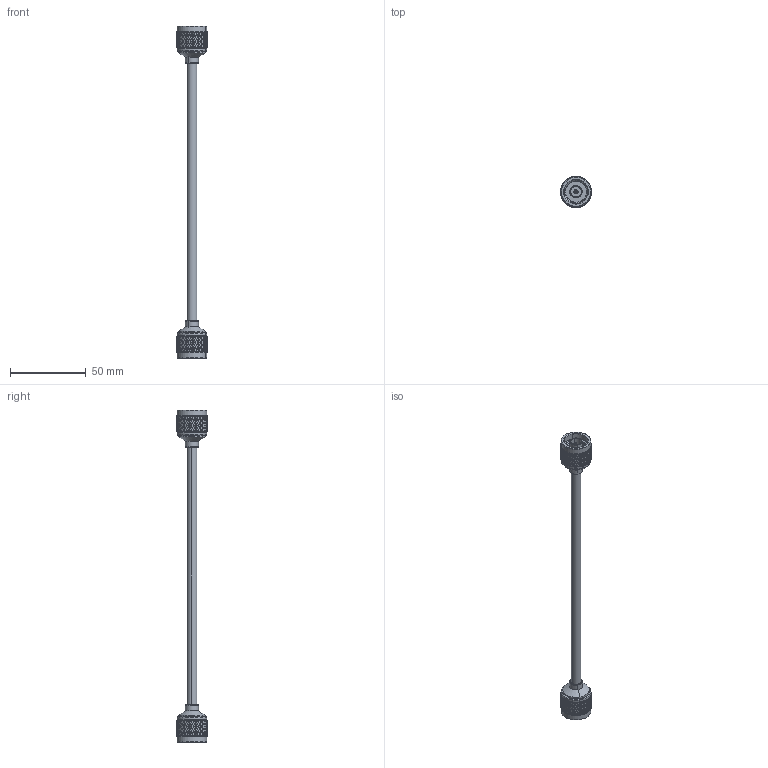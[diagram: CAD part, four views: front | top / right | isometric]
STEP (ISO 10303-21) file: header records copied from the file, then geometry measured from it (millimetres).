
FILE_DESCRIPTION (( 'STEP AP203' ), '1' );
FILE_NAME ('PE34149.step', '2019-03-07T19:06:07', ( '' ), ( '' ), 'SwSTEP 2.0', 'SolidWorks 2017', '' );
FILE_SCHEMA (( 'CONFIG_CONTROL_DESIGN' ));
Length unit declared in the file: inch
Products named in the file (3): PE34149; Coax Cable_PE-SR401FL; PE4376_Exp.
Assembly tree (3 placements, depth 2):
  PE34149
    Coax Cable_PE-SR401FL
    PE4376_Exp.  x2
Bounding box: 20.32 x 20.32 x 219.65 mm (x, y, z)
Volume: 14351.8 mm3; surface area: 10347.5 mm2
Topology: 3 solids, 3 shells, 4544 faces, 9660 edges, 5136 vertices
Faces by surface type: bspline 3530, cylinder 948, cone 42, plane 20, torus 4
Entity records: 82685 total; most frequent: CARTESIAN_POINT 53126, ORIENTED_EDGE 9666, EDGE_CURVE 4833, VERTEX_POINT 2570, EDGE_LOOP 2281, ADVANCED_FACE 2274, FACE_OUTER_BOUND 2274, B_SPLINE_CURVE_WITH_KNOTS 2152
